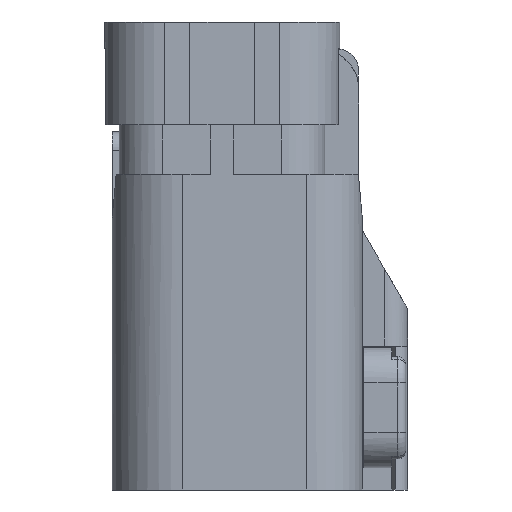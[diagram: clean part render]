
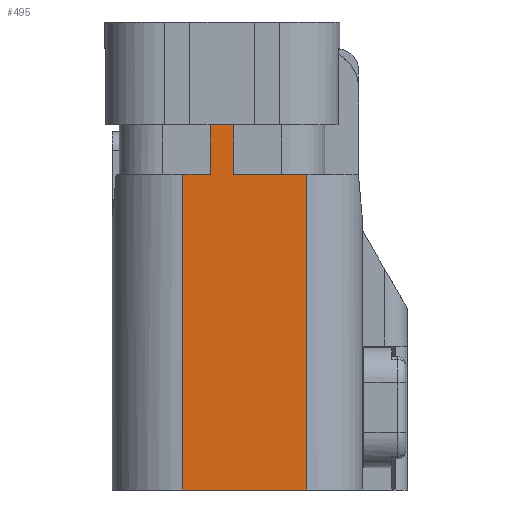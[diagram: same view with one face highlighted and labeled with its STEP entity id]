
A CAD part, left-side view. The second image highlights one B-rep face of the part: STEP entity #495.
In plain terms, the highlighted planar face has unit normal (-1, 0, 0).
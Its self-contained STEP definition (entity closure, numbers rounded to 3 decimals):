
#495=ADVANCED_FACE('',(#1195),#859,.T.);
#859=PLANE('',#8203);
#1195=FACE_OUTER_BOUND('',#1603,.T.);
#1603=EDGE_LOOP('',(#2916,#2917,#2918,#2919,#2920,#2921,#2922,#2923));
#2916=ORIENTED_EDGE('',*,*,#5512,.T.);
#2917=ORIENTED_EDGE('',*,*,#5396,.T.);
#2918=ORIENTED_EDGE('',*,*,#5513,.T.);
#2919=ORIENTED_EDGE('',*,*,#5514,.F.);
#2920=ORIENTED_EDGE('',*,*,#5515,.F.);
#2921=ORIENTED_EDGE('',*,*,#5106,.F.);
#2922=ORIENTED_EDGE('',*,*,#5516,.T.);
#2923=ORIENTED_EDGE('',*,*,#5517,.F.);
#4290=VERTEX_POINT('',#11059);
#4291=VERTEX_POINT('',#11061);
#4458=VERTEX_POINT('',#11424);
#4463=VERTEX_POINT('',#11435);
#4593=VERTEX_POINT('',#11891);
#4594=VERTEX_POINT('',#11893);
#4595=VERTEX_POINT('',#11895);
#4596=VERTEX_POINT('',#11898);
#5106=EDGE_CURVE('',#4290,#4291,#6205,.T.);
#5396=EDGE_CURVE('',#4458,#4463,#6458,.T.);
#5512=EDGE_CURVE('',#4593,#4458,#6549,.T.);
#5513=EDGE_CURVE('',#4463,#4594,#6550,.T.);
#5514=EDGE_CURVE('',#4595,#4594,#6551,.T.);
#5515=EDGE_CURVE('',#4291,#4595,#6552,.T.);
#5516=EDGE_CURVE('',#4290,#4596,#6553,.T.);
#5517=EDGE_CURVE('',#4593,#4596,#6554,.T.);
#6205=LINE('',#11060,#7168);
#6458=LINE('',#11638,#7421);
#6549=LINE('',#11890,#7512);
#6550=LINE('',#11892,#7513);
#6551=LINE('',#11894,#7514);
#6552=LINE('',#11896,#7515);
#6553=LINE('',#11897,#7516);
#6554=LINE('',#11899,#7517);
#7168=VECTOR('',#8911,1.);
#7421=VECTOR('',#9350,1.);
#7512=VECTOR('',#9551,1.);
#7513=VECTOR('',#9552,1.);
#7514=VECTOR('',#9553,1.);
#7515=VECTOR('',#9554,1.);
#7516=VECTOR('',#9555,1.);
#7517=VECTOR('',#9556,1.);
#8203=AXIS2_PLACEMENT_3D('',#11900,#9557,#9558);
#8911=DIRECTION('',(0.,1.,0.));
#9350=DIRECTION('',(0.,1.,0.));
#9551=DIRECTION('',(0.,0.,1.));
#9552=DIRECTION('',(0.,0.,-1.));
#9553=DIRECTION('',(0.,-1.,0.));
#9554=DIRECTION('',(0.,0.,1.));
#9555=DIRECTION('',(0.,0.,1.));
#9556=DIRECTION('',(0.,-1.,0.));
#9557=DIRECTION('',(-1.,0.,0.));
#9558=DIRECTION('',(0.,-1.,0.));
#11059=CARTESIAN_POINT('',(-13.5,-7.248,-5.85));
#11060=CARTESIAN_POINT('',(-13.5,-17.773,-5.85));
#11061=CARTESIAN_POINT('',(-13.5,3.352,-5.85));
#11424=CARTESIAN_POINT('',(-13.5,-1.,25.35));
#11435=CARTESIAN_POINT('',(-13.5,1.,25.35));
#11638=CARTESIAN_POINT('',(-13.5,-1.543,25.35));
#11890=CARTESIAN_POINT('',(-13.5,-1.,20.15));
#11891=CARTESIAN_POINT('',(-13.5,-1.,21.15));
#11892=CARTESIAN_POINT('',(-13.5,1.,27.466));
#11893=CARTESIAN_POINT('',(-13.5,1.,21.15));
#11894=CARTESIAN_POINT('',(-13.5,5.65,21.15));
#11895=CARTESIAN_POINT('',(-13.5,3.352,21.15));
#11896=CARTESIAN_POINT('',(-13.5,3.352,-5.35));
#11897=CARTESIAN_POINT('',(-13.5,-7.248,-5.35));
#11898=CARTESIAN_POINT('',(-13.5,-7.248,21.15));
#11899=CARTESIAN_POINT('',(-13.5,-11.519,21.15));
#11900=CARTESIAN_POINT('',(-13.5,4.412,-8.632));
